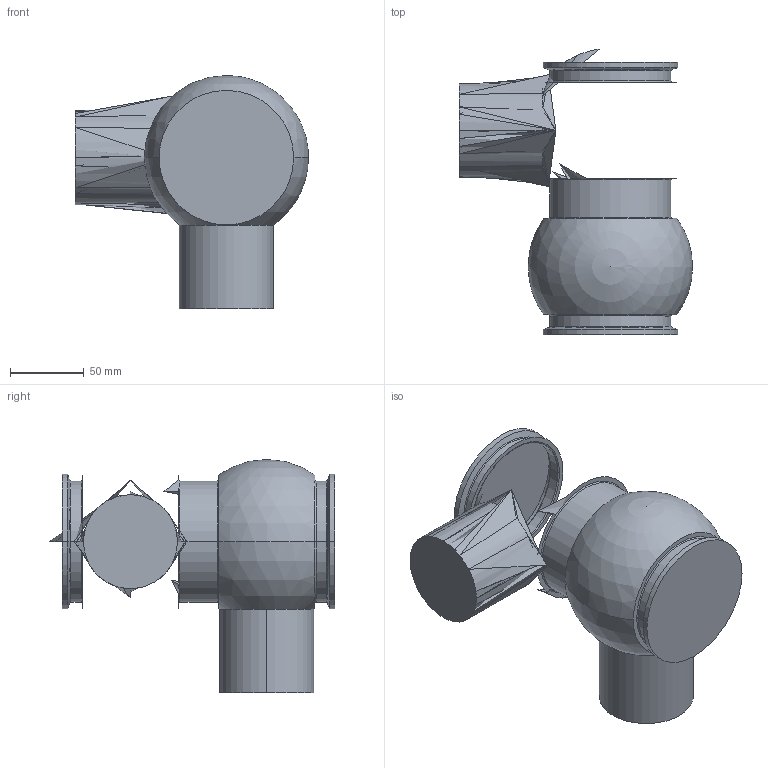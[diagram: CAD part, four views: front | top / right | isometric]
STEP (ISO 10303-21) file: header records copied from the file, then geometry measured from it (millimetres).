
FILE_DESCRIPTION (( 'STEP AP203' ), '1' );
FILE_NAME ('107900.STEP', '2018-03-14T16:41:49', ( '' ), ( '' ), 'SwSTEP 2.0', 'SolidWorks 2014', '' );
FILE_SCHEMA (( 'CONFIG_CONTROL_DESIGN' ));
Length unit declared in the file: inch
Products named in the file (1): 107900
Bounding box: 157.53 x 193.25 x 157.53 mm (x, y, z)
Volume: 62668.4 mm3; surface area: 190446.7 mm2
Topology: 1 solids, 1 shells, 51 faces, 152 edges, 99 vertices
Faces by surface type: torus 23, cylinder 14, plane 8, cone 4, sphere 2
Entity records: 1308 total; most frequent: CARTESIAN_POINT 303, DIRECTION 230, ORIENTED_EDGE 170, AXIS2_PLACEMENT_3D 106, EDGE_CURVE 85, CIRCLE 63, VERTEX_POINT 50, EDGE_LOOP 47
